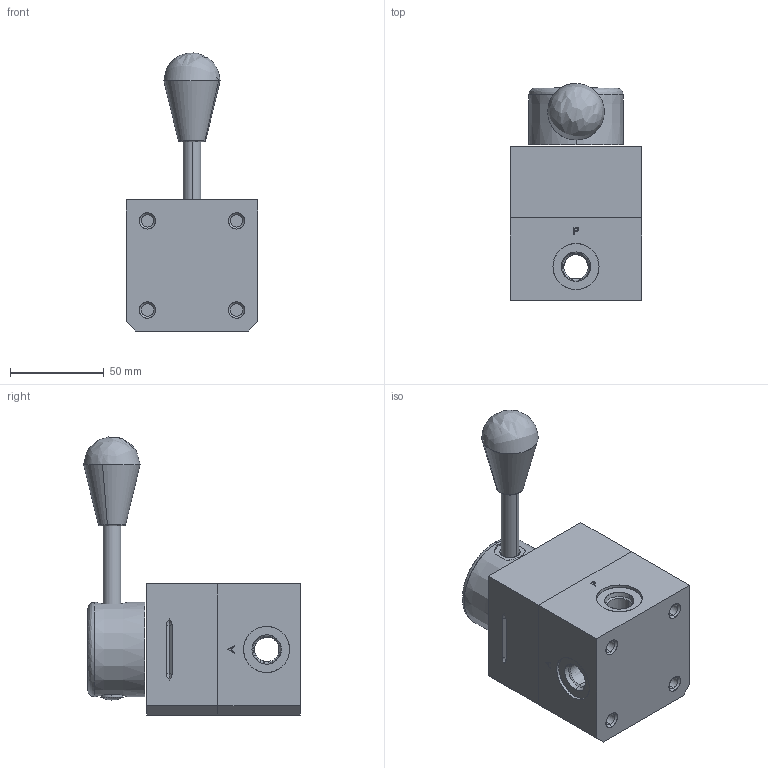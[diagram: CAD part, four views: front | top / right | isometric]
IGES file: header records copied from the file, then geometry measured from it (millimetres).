
Start section: SolidWorks IGES file using analytic representation for surfaces
Global section: file name: ECA'183L2D.IGS; native system: SolidWorks 2019; preprocessor: SolidWorks 2019; author: afp; date: 221217.163937; units: millimetre
Bounding box: 70 x 115.69 x 148.48 mm (x, y, z)
Surface area: 53596.3 mm2 (no closed solid volume)
Topology: 0 solids, 0 shells, 190 faces, 2612 edges, 2611 vertices
Faces by surface type: revolution 102, bspline 88
